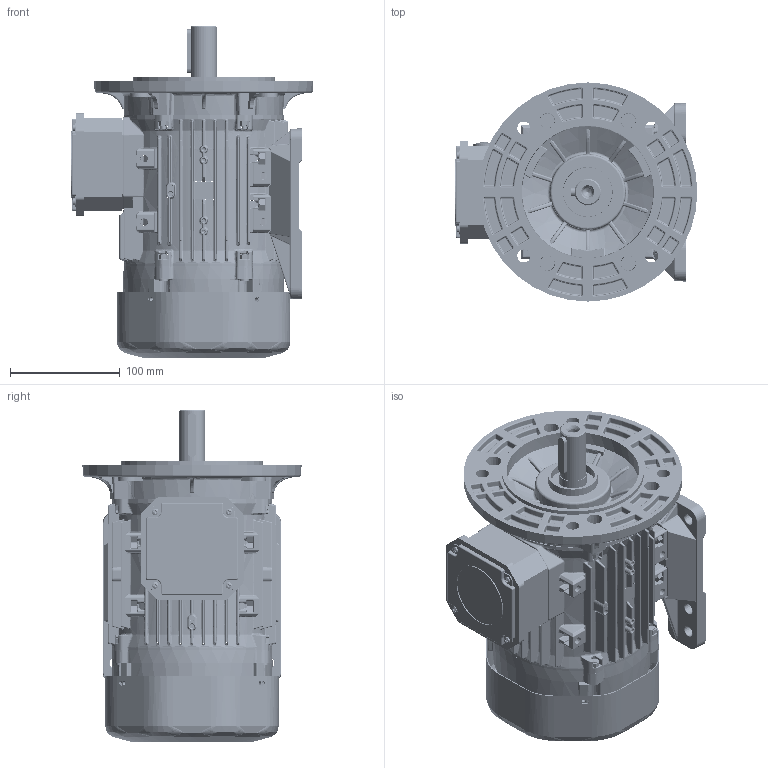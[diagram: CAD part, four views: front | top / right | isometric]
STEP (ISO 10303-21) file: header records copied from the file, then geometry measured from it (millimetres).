
FILE_DESCRIPTION(/* description */ (''),/* implementation_level */ '2;1');
FILE_NAME(/* name */ '6531428xx_AA.stp',/* time_stamp */ '2017-11-06T12:05:10+03:00',/* author */ (''),/* organization */ (''),/* preprocessor_version */ 'ST-DEVELOPER v15',/* originating_system */ 'SIEMENS PLM Software NX 9.0',/* authorisation */ '');
FILE_SCHEMA (('AUTOMOTIVE_DESIGN { 1 0 10303 214 3 1 1 1 }'));
Products named in the file (1): Ar311A3C0609zm5f
Bounding box: 221.5 x 200 x 303 mm (x, y, z)
Surface area: 523831.2 mm2 (no closed solid volume)
Topology: 0 solids, 114 shells, 8001 faces, 22058 edges, 13257 vertices
Faces by surface type: cylinder 2624, bspline 2319, plane 1636, sphere 521, torus 467, cone 434
Full cylindrical faces by diameter (mm): 3 x3, 3.5 x4, 3.985 x3, 4.22 x1, 4.6 x3, 5.5 x1, 6.8 x1, 8 x1, 8.4 x1, 12 x4, 19.2 x1, 19.55 x1, 20.2 x1, 24 x1, 25 x1, 40 x1, 57.4 x3, 61 x3, 68.905 x1, 130 x1
Entity records: 306433 total; most frequent: CARTESIAN_POINT 113130, DIRECTION 38076, ORIENTED_EDGE 37794, EDGE_CURVE 21535, AXIS2_PLACEMENT_3D 15514, VERTEX_POINT 13195, EDGE_LOOP 8345, CIRCLE 8297
